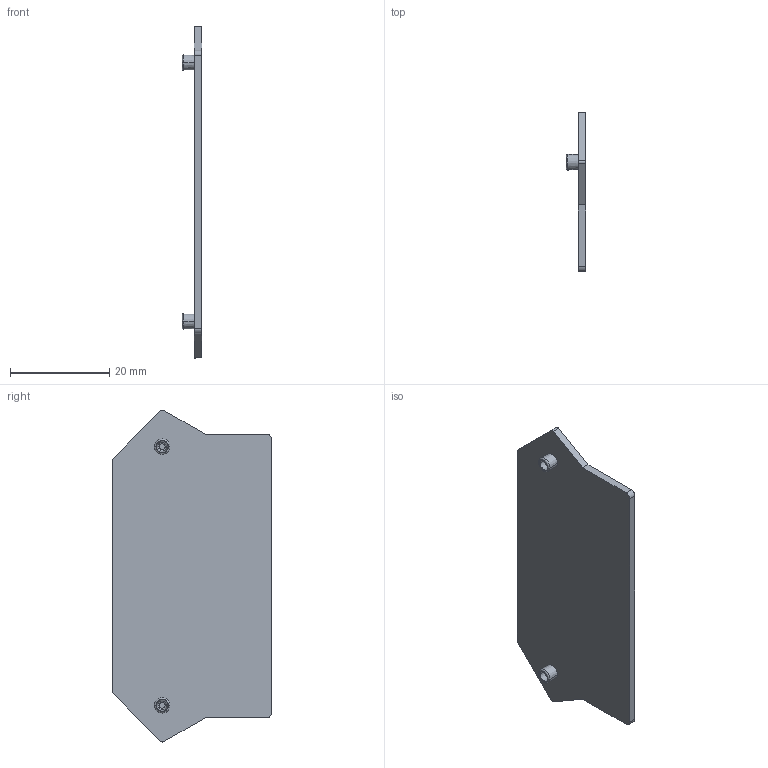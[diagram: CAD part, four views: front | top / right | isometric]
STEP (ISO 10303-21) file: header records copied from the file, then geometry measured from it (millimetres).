
FILE_DESCRIPTION((''),'2;1');
FILE_NAME('RK40ZRLAP_KOMBI_35','2012-03-13T',('Neumann'),(''),'PRO/ENGINEER BY PARAMETRIC TECHNOLOGY CORPORATION, 2007390','PRO/ENGINEER BY PARAMETRIC TECHNOLOGY CORPORATION, 2007390','');
FILE_SCHEMA(('CONFIG_CONTROL_DESIGN'));
Length unit declared in the file: millimetre
Products named in the file (1): RK40ZRLAP_KOMBI_35
Bounding box: 4 x 32 x 66.75 mm (x, y, z)
Volume: 2820.3 mm3; surface area: 4073.4 mm2
Topology: 1 solids, 1 shells, 42 faces, 92 edges, 56 vertices
Faces by surface type: plane 14, cylinder 12, torus 8, cone 8
Entity records: 1194 total; most frequent: DIRECTION 224, CARTESIAN_POINT 190, ORIENTED_EDGE 184, EDGE_CURVE 92, AXIS2_PLACEMENT_3D 90, VERTEX_POINT 56, CIRCLE 48, EDGE_LOOP 46
